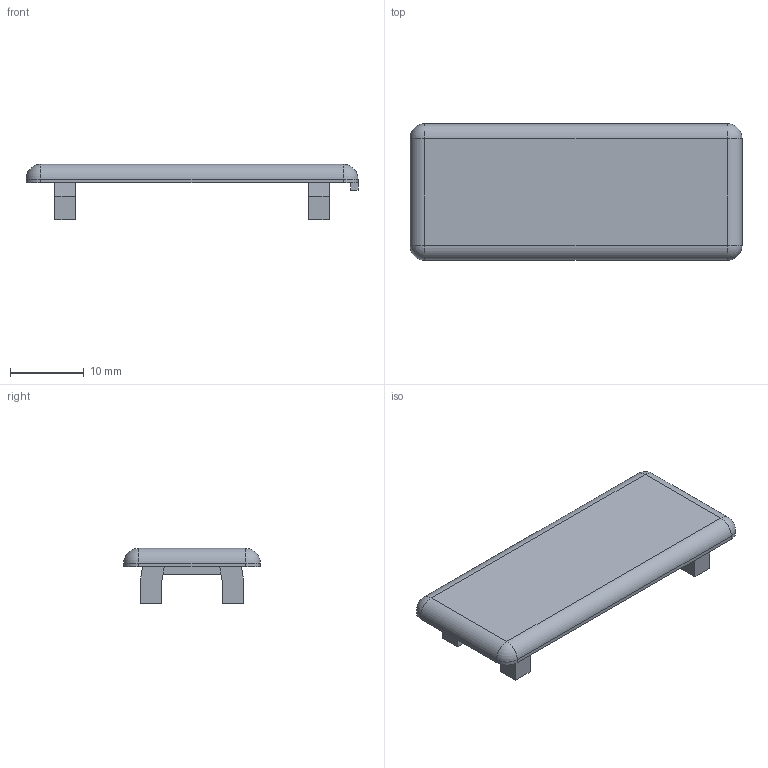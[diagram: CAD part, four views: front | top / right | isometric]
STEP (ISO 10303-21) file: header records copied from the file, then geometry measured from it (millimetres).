
FILE_DESCRIPTION(/* description */ (''),/* implementation_level */ '2;1');
FILE_NAME(/* name */ '221845.1.stp',/* time_stamp */ '2022-10-05T08:46:05+02:00',/* author */ ('aluteckkpl_am'),/* organization */ (''),/* preprocessor_version */ 'ST-DEVELOPER v18.1',/* originating_system */ 'Autodesk Inventor 2021',/* authorisation */ '');
FILE_SCHEMA (('CONFIG_CONTROL_DESIGN'));
Length unit declared in the file: millimetre
Products named in the file (2): 221845.1,iam; 221845.1
Assembly tree (1 placements, depth 2):
  221845.1,iam
    221845.1
Bounding box: 45 x 18.5 x 7.5 mm (x, y, z)
Volume: 2140.2 mm3; surface area: 2106 mm2
Topology: 1 solids, 1 shells, 50 faces, 124 edges, 76 vertices
Faces by surface type: plane 38, cylinder 8, sphere 4
Entity records: 1491 total; most frequent: CARTESIAN_POINT 249, DIRECTION 242, ORIENTED_EDGE 240, EDGE_CURVE 120, LINE 104, VECTOR 104, VERTEX_POINT 76, AXIS2_PLACEMENT_3D 69
